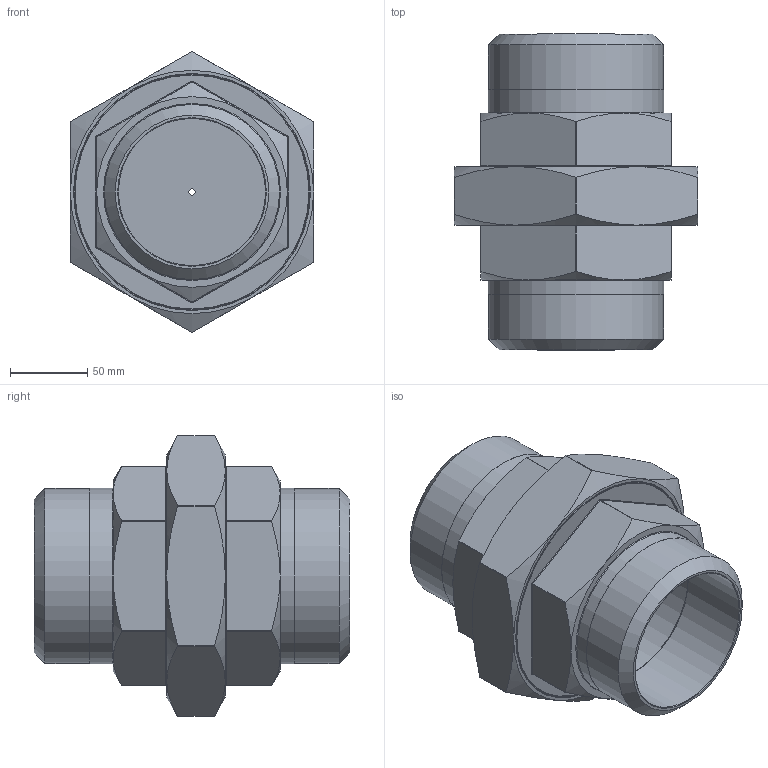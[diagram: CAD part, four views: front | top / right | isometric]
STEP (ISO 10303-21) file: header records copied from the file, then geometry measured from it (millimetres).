
FILE_DESCRIPTION(/* description */ (''),/* implementation_level */ '2;1');
FILE_NAME(/* name */ 'KI-312AGA-100.stp',/* time_stamp */ '2018-02-01T11:02:54+01:00',/* author */ ('hochmair'),/* organization */ ('DACAPO Stainless'),/* preprocessor_version */ 'ST-DEVELOPER v16.13',/* originating_system */ 'Autodesk Inventor 2018',/* authorisation */ '');
FILE_SCHEMA (('AUTOMOTIVE_DESIGN { 1 0 10303 214 3 1 1 }'));
Length unit declared in the file: millimetre
Products named in the file (1): TB28386655
Bounding box: 157 x 203.8 x 181.2 mm (x, y, z)
Volume: 1164152.1 mm3; surface area: 183355.9 mm2
Topology: 1 solids, 1 shells, 118 faces, 267 edges, 150 vertices
Faces by surface type: cylinder 41, plane 31, cone 31, bspline 12, torus 3
Full cylindrical faces by diameter (mm): 4 x1, 95 x2, 99 x1, 113.03 x2, 113.23 x2, 151 x1, 152.4 x1, 153 x1
Entity records: 3277 total; most frequent: CARTESIAN_POINT 877, DIRECTION 516, ORIENTED_EDGE 458, EDGE_CURVE 229, AXIS2_PLACEMENT_3D 228, EDGE_LOOP 152, VERTEX_POINT 145, FACE_OUTER_BOUND 118
